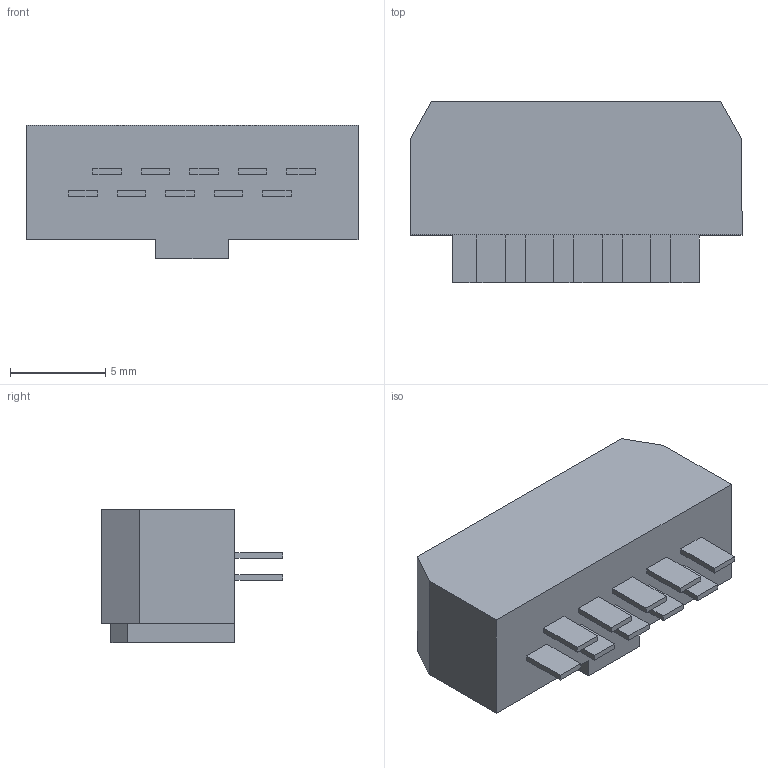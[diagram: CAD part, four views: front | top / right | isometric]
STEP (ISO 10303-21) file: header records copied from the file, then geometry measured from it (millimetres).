
FILE_DESCRIPTION (( 'STEP AP214' ), '1' );
FILE_NAME ('IDC10.STEP', '2021-05-28T11:17:32', ( '' ), ( '' ), 'SwSTEP 2.0', 'SolidWorks 2017', '' );
FILE_SCHEMA (( 'AUTOMOTIVE_DESIGN' ));
Length unit declared in the file: millimetre
Products named in the file (1): IDC10
Bounding box: 17.4 x 9.5 x 7 mm (x, y, z)
Volume: 632.6 mm3; surface area: 871.6 mm2
Topology: 1 solids, 1 shells, 114 faces, 276 edges, 184 vertices
Faces by surface type: plane 114
Entity records: 4548 total; most frequent: CARTESIAN_POINT 575, ORIENTED_EDGE 552, DIRECTION 506, VECTOR 276, LINE 276, EDGE_CURVE 276, VERTEX_POINT 184, EDGE_LOOP 134
